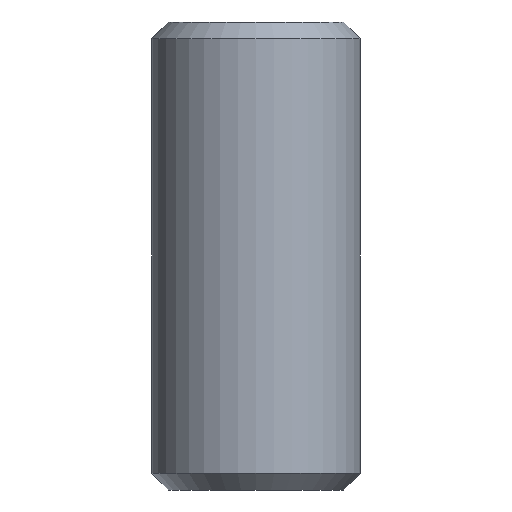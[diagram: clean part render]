
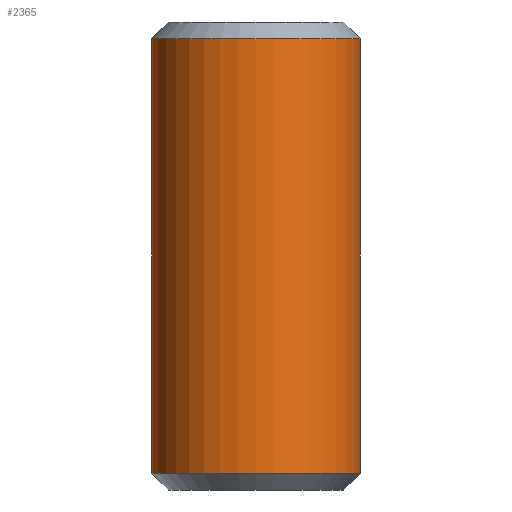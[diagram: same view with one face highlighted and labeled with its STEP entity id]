
A CAD part, front view. The second image highlights one B-rep face of the part: STEP entity #2365.
In plain terms, the highlighted cylindrical face has radius 3.175 mm (diameter 6.35 mm), a partial arc.
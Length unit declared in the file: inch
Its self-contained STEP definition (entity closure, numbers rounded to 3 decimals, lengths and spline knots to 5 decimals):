
#103 = CIRCLE ( 'NONE', #2195, 0.125 ) ;
#605 = LINE ( 'NONE', #1587, #1295 ) ;
#639 = CARTESIAN_POINT ( 'NONE',  ( 0., 0., -0.26 ) ) ;
#743 = ORIENTED_EDGE ( 'NONE', *, *, #2549, .T. ) ;
#758 = DIRECTION ( 'NONE',  ( -1., 0., 0. ) ) ;
#936 = EDGE_CURVE ( 'NONE', #2946, #3191, #2934, .T. ) ;
#1105 = DIRECTION ( 'NONE',  ( -1., 0., 0. ) ) ;
#1139 = EDGE_CURVE ( 'NONE', #2357, #3554, #605, .T. ) ;
#1154 = CIRCLE ( 'NONE', #2476, 0.125 ) ;
#1204 = ORIENTED_EDGE ( 'NONE', *, *, #1139, .F. ) ;
#1228 = EDGE_LOOP ( 'NONE', ( #1204, #743, #1595, #2493 ) ) ;
#1275 = DIRECTION ( 'NONE',  ( 0., 0., -1. ) ) ;
#1295 = VECTOR ( 'NONE', #3206, 39.37008 ) ;
#1313 = DIRECTION ( 'NONE',  ( 0., 0., -1. ) ) ;
#1357 = AXIS2_PLACEMENT_3D ( 'NONE', #3735, #4055, #758 ) ;
#1538 = CARTESIAN_POINT ( 'NONE',  ( 0.125, 0., 0.26 ) ) ;
#1587 = CARTESIAN_POINT ( 'NONE',  ( 0.125, 0., 0. ) ) ;
#1595 = ORIENTED_EDGE ( 'NONE', *, *, #936, .T. ) ;
#2106 = CYLINDRICAL_SURFACE ( 'NONE', #1357, 0.125 ) ;
#2195 = AXIS2_PLACEMENT_3D ( 'NONE', #639, #3615, #1105 ) ;
#2289 = VECTOR ( 'NONE', #1313, 39.37008 ) ;
#2357 = VERTEX_POINT ( 'NONE', #1538 ) ;
#2365 = ADVANCED_FACE ( 'NONE', ( #4086 ), #2106, .T. ) ;
#2476 = AXIS2_PLACEMENT_3D ( 'NONE', #4263, #1275, #2621 ) ;
#2493 = ORIENTED_EDGE ( 'NONE', *, *, #4084, .F. ) ;
#2549 = EDGE_CURVE ( 'NONE', #2357, #2946, #1154, .T. ) ;
#2621 = DIRECTION ( 'NONE',  ( -1., 0., 0. ) ) ;
#2741 = CARTESIAN_POINT ( 'NONE',  ( -0.125, 0., 0.26 ) ) ;
#2934 = LINE ( 'NONE', #4246, #2289 ) ;
#2946 = VERTEX_POINT ( 'NONE', #2741 ) ;
#3191 = VERTEX_POINT ( 'NONE', #3363 ) ;
#3206 = DIRECTION ( 'NONE',  ( 0., 0., -1. ) ) ;
#3363 = CARTESIAN_POINT ( 'NONE',  ( -0.125, 0., -0.26 ) ) ;
#3554 = VERTEX_POINT ( 'NONE', #3566 ) ;
#3566 = CARTESIAN_POINT ( 'NONE',  ( 0.125, 0., -0.26 ) ) ;
#3615 = DIRECTION ( 'NONE',  ( 0., 0., -1. ) ) ;
#3735 = CARTESIAN_POINT ( 'NONE',  ( 0., 0., 0. ) ) ;
#4055 = DIRECTION ( 'NONE',  ( 0., 0., -1. ) ) ;
#4084 = EDGE_CURVE ( 'NONE', #3554, #3191, #103, .T. ) ;
#4086 = FACE_OUTER_BOUND ( 'NONE', #1228, .T. ) ;
#4246 = CARTESIAN_POINT ( 'NONE',  ( -0.125, 0., 0. ) ) ;
#4263 = CARTESIAN_POINT ( 'NONE',  ( 0., 0., 0.26 ) ) ;
